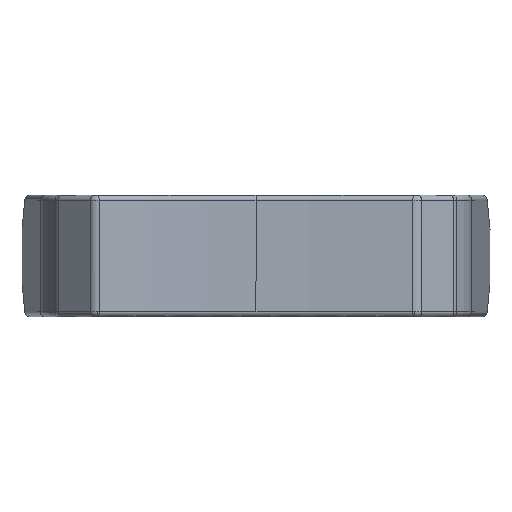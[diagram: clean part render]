
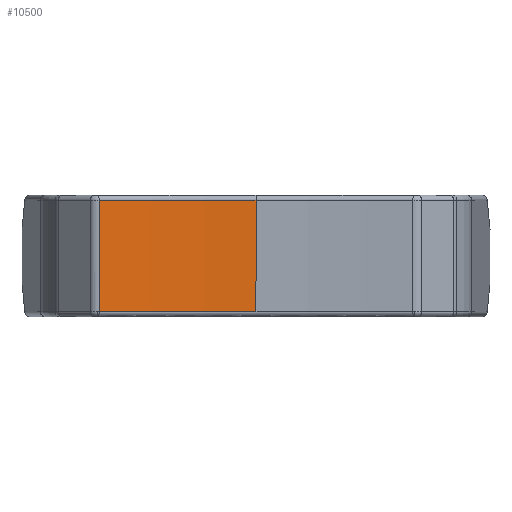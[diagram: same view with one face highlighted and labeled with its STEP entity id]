
A CAD part, left-side view. The second image highlights one B-rep face of the part: STEP entity #10500.
In plain terms, the highlighted cylindrical face has radius 103 mm (diameter 206 mm), a partial arc.
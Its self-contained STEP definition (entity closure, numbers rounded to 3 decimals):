
#621=CYLINDRICAL_SURFACE('',#11559,103.);
#1144=CIRCLE('',#11547,103.);
#1152=CIRCLE('',#11558,103.);
#1950=VERTEX_POINT('',#17514);
#1951=VERTEX_POINT('',#17515);
#1955=VERTEX_POINT('',#17529);
#1958=VERTEX_POINT('',#17534);
#2698=VECTOR('',#13657,1.);
#2699=VECTOR('',#13658,1.);
#3365=LINE('',#17537,#2698);
#3366=LINE('',#17538,#2699);
#4551=EDGE_CURVE('',#1951,#1950,#1144,.T.);
#4562=EDGE_CURVE('',#1955,#1958,#1152,.T.);
#4563=EDGE_CURVE('',#1955,#1950,#3365,.T.);
#4564=EDGE_CURVE('',#1958,#1951,#3366,.T.);
#6743=ORIENTED_EDGE('',*,*,#4563,.F.);
#6744=ORIENTED_EDGE('',*,*,#4562,.T.);
#6745=ORIENTED_EDGE('',*,*,#4564,.T.);
#6746=ORIENTED_EDGE('',*,*,#4551,.T.);
#9106=EDGE_LOOP('',(#6743,#6744,#6745,#6746));
#9807=FACE_BOUND('',#9106,.T.);
#10500=ADVANCED_FACE('',(#9807),#621,.F.);
#11547=AXIS2_PLACEMENT_3D('',#17513,#13631,#13632);
#11558=AXIS2_PLACEMENT_3D('',#17535,#13653,#13654);
#11559=AXIS2_PLACEMENT_3D('',#17536,#13655,#13656);
#13631=DIRECTION('',(0.,0.,-1.));
#13632=DIRECTION('',(-103.,0.,0.));
#13653=DIRECTION('',(0.,0.,1.));
#13654=DIRECTION('',(103.,0.,0.));
#13655=DIRECTION('',(0.,0.,1.));
#13656=DIRECTION('',(103.,0.,0.));
#13657=DIRECTION('',(0.,0.,-1.));
#13658=DIRECTION('',(0.,0.,-1.));
#17513=CARTESIAN_POINT('',(-149.942,0.,-5.086));
#17514=CARTESIAN_POINT('',(-46.942,0.,-5.086));
#17515=CARTESIAN_POINT('',(-47.688,12.379,-5.086));
#17529=CARTESIAN_POINT('',(-46.942,0.,3.686));
#17534=CARTESIAN_POINT('',(-47.688,12.379,3.686));
#17535=CARTESIAN_POINT('',(-149.942,0.,3.686));
#17536=CARTESIAN_POINT('',(-149.942,0.,0.));
#17537=CARTESIAN_POINT('',(-46.942,0.,-1.4));
#17538=CARTESIAN_POINT('',(-47.688,12.379,3.686));
